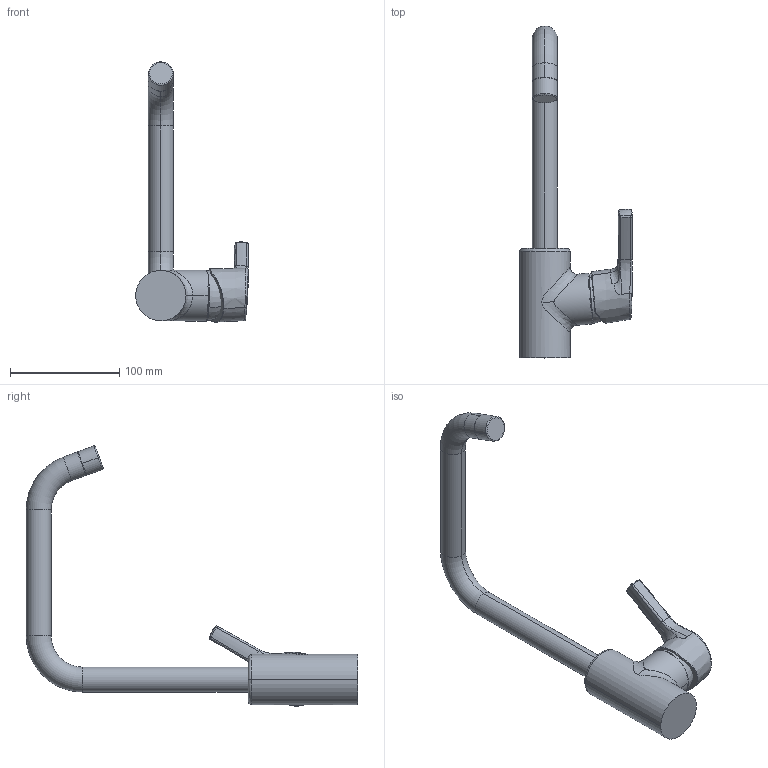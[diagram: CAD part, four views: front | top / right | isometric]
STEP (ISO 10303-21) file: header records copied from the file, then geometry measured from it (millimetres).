
FILE_DESCRIPTION (( 'STEP AP203' ), '1' );
FILE_NAME ('565222030037.STEP', '2018-05-18T04:02:23', ( '' ), ( '' ), 'SwSTEP 2.0', 'SolidWorks 2016', '' );
FILE_SCHEMA (( 'CONFIG_CONTROL_DESIGN' ));
Length unit declared in the file: millimetre
Products named in the file (1): 565222030037
Bounding box: 102.94 x 303 x 237.75 mm (x, y, z)
Volume: 462168.9 mm3; surface area: 67785.8 mm2
Topology: 5 solids, 5 shells, 86 faces, 200 edges, 124 vertices
Faces by surface type: bspline 44, cylinder 15, torus 14, plane 11, sphere 2
Entity records: 15468 total; most frequent: CARTESIAN_POINT 13762, ORIENTED_EDGE 400, DIRECTION 249, EDGE_CURVE 200, VERTEX_POINT 124, AXIS2_PLACEMENT_3D 116, B_SPLINE_CURVE_WITH_KNOTS 102, EDGE_LOOP 86
